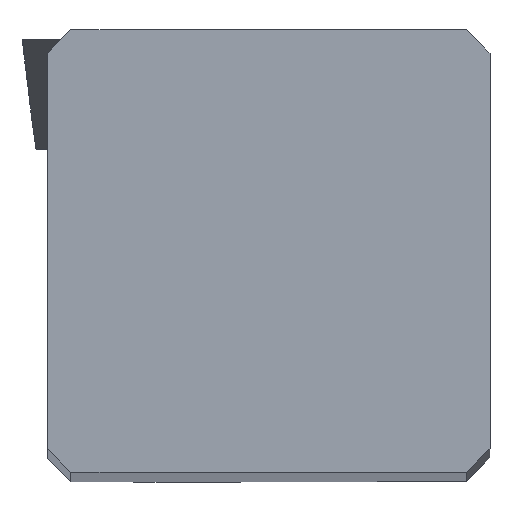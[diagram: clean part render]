
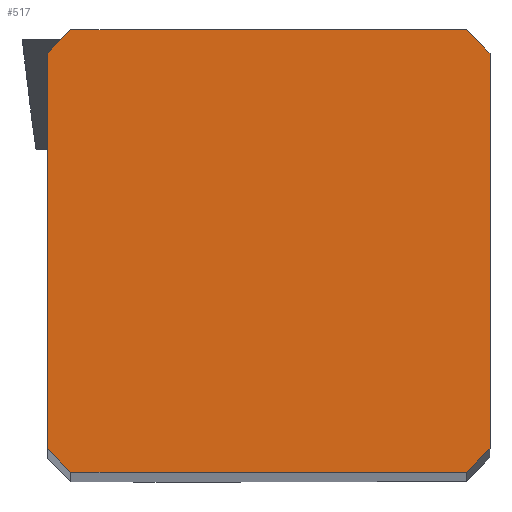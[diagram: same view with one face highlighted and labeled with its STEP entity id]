
A CAD part, top view. The second image highlights one B-rep face of the part: STEP entity #517.
In plain terms, the highlighted planar face has unit normal (0, 0, 1).
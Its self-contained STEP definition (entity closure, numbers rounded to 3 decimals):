
#448=FACE_OUTER_BOUND('',#629,.T.);
#517=ADVANCED_FACE('',(#448),#578,.T.);
#578=PLANE('',#1873);
#629=EDGE_LOOP('',(#775,#776,#777,#778,#779,#780,#781,#782));
#775=ORIENTED_EDGE('',*,*,#1225,.T.);
#776=ORIENTED_EDGE('',*,*,#1226,.F.);
#777=ORIENTED_EDGE('',*,*,#1215,.F.);
#778=ORIENTED_EDGE('',*,*,#1224,.F.);
#779=ORIENTED_EDGE('',*,*,#1227,.T.);
#780=ORIENTED_EDGE('',*,*,#1228,.F.);
#781=ORIENTED_EDGE('',*,*,#1229,.T.);
#782=ORIENTED_EDGE('',*,*,#1230,.F.);
#1080=VERTEX_POINT('',#2483);
#1081=VERTEX_POINT('',#2484);
#1088=VERTEX_POINT('',#2500);
#1089=VERTEX_POINT('',#2504);
#1090=VERTEX_POINT('',#2505);
#1091=VERTEX_POINT('',#2508);
#1092=VERTEX_POINT('',#2510);
#1093=VERTEX_POINT('',#2512);
#1215=EDGE_CURVE('',#1080,#1081,#1512,.T.);
#1224=EDGE_CURVE('',#1088,#1080,#1519,.T.);
#1225=EDGE_CURVE('',#1089,#1090,#1520,.T.);
#1226=EDGE_CURVE('',#1081,#1090,#1521,.T.);
#1227=EDGE_CURVE('',#1088,#1091,#1522,.T.);
#1228=EDGE_CURVE('',#1092,#1091,#1523,.T.);
#1229=EDGE_CURVE('',#1092,#1093,#1524,.T.);
#1230=EDGE_CURVE('',#1089,#1093,#1525,.T.);
#1512=LINE('',#2482,#1621);
#1519=LINE('',#2501,#1628);
#1520=LINE('',#2503,#1629);
#1521=LINE('',#2506,#1630);
#1522=LINE('',#2507,#1631);
#1523=LINE('',#2509,#1632);
#1524=LINE('',#2511,#1633);
#1525=LINE('',#2513,#1634);
#1621=VECTOR('',#2096,1.);
#1628=VECTOR('',#2109,1.);
#1629=VECTOR('',#2112,1.);
#1630=VECTOR('',#2113,1.);
#1631=VECTOR('',#2114,1.);
#1632=VECTOR('',#2115,1.);
#1633=VECTOR('',#2116,1.);
#1634=VECTOR('',#2117,1.);
#1873=AXIS2_PLACEMENT_3D('',#2514,#2118,#2119);
#2096=DIRECTION('',(-1.,0.,0.));
#2109=DIRECTION('',(-0.707,-0.707,0.));
#2112=DIRECTION('',(0.,-1.,0.));
#2113=DIRECTION('',(-0.707,0.707,0.));
#2114=DIRECTION('',(0.,1.,0.));
#2115=DIRECTION('',(0.707,-0.707,0.));
#2116=DIRECTION('',(-1.,0.,0.));
#2117=DIRECTION('',(0.707,0.707,0.));
#2118=DIRECTION('',(0.,0.,1.));
#2119=DIRECTION('',(1.,0.,0.));
#2482=CARTESIAN_POINT('',(-0.5,0.,0.));
#2483=CARTESIAN_POINT('',(-0.5,0.,0.));
#2484=CARTESIAN_POINT('',(-9.025,0.,0.));
#2500=CARTESIAN_POINT('',(0.,0.5,0.));
#2501=CARTESIAN_POINT('',(0.,0.5,0.));
#2503=CARTESIAN_POINT('',(-9.525,9.025,0.));
#2504=CARTESIAN_POINT('',(-9.525,9.025,0.));
#2505=CARTESIAN_POINT('',(-9.525,0.5,0.));
#2506=CARTESIAN_POINT('',(-9.025,0.,0.));
#2507=CARTESIAN_POINT('',(0.,0.5,0.));
#2508=CARTESIAN_POINT('',(0.,9.025,0.));
#2509=CARTESIAN_POINT('',(-0.5,9.525,0.));
#2510=CARTESIAN_POINT('',(-0.5,9.525,0.));
#2511=CARTESIAN_POINT('',(-0.5,9.525,0.));
#2512=CARTESIAN_POINT('',(-9.025,9.525,0.));
#2513=CARTESIAN_POINT('',(-9.525,9.025,0.));
#2514=CARTESIAN_POINT('',(-4.763,4.763,0.));
